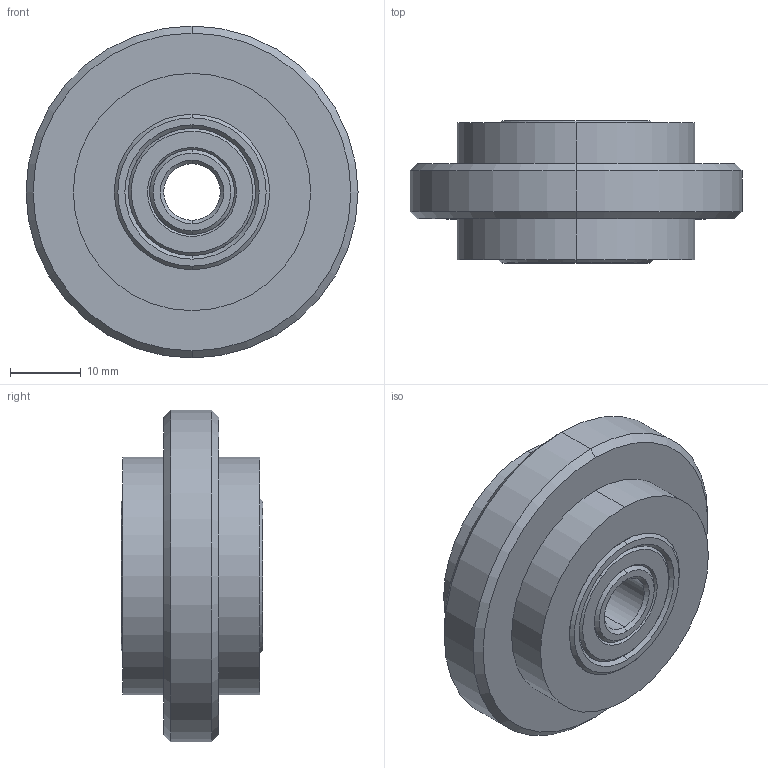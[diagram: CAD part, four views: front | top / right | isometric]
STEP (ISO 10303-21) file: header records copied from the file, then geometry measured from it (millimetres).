
FILE_DESCRIPTION (( 'STEP AP214' ), '1' );
FILE_NAME ('093024.STEP', '2014-08-19T10:12:00', ( '' ), ( '' ), 'SwSTEP 2.0', 'SolidWorks 2014', '' );
FILE_SCHEMA (( 'AUTOMOTIVE_DESIGN' ));
Length unit declared in the file: millimetre
Products named in the file (8): 093024; 093024r_Standard; 340me051-i_Standard; 340me051-a_Standard; 340me051-k_Standard; 340me051-s_Standard; 340me051_Standard; 340me050_Standard
Assembly tree (10 placements, depth 3):
  093024
    093024r_Standard
    340me051_Standard  x2
      340me051-i_Standard
      340me051-a_Standard
      340me051-k_Standard
      340me051-s_Standard
    340me050_Standard
Bounding box: 47 x 20.1 x 47 mm (x, y, z)
Volume: 20662.2 mm3; surface area: 11973 mm2
Topology: 14 solids, 14 shells, 160 faces, 332 edges, 196 vertices
Faces by surface type: cone 60, cylinder 56, plane 24, torus 12, sphere 8
Entity records: 2576 total; most frequent: DIRECTION 476, CARTESIAN_POINT 370, ORIENTED_EDGE 340, AXIS2_PLACEMENT_3D 206, EDGE_CURVE 170, CIRCLE 106, VERTEX_POINT 100, EDGE_LOOP 100
